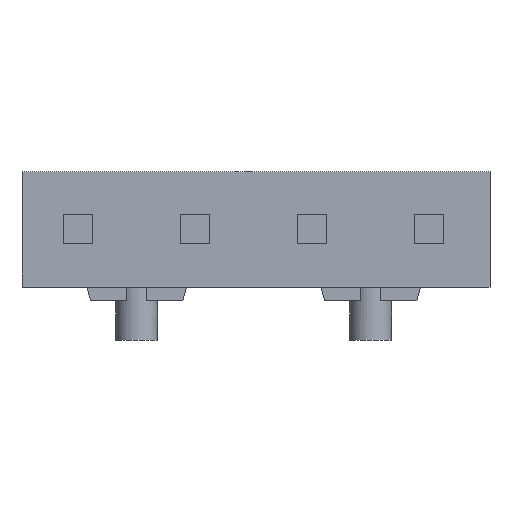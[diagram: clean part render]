
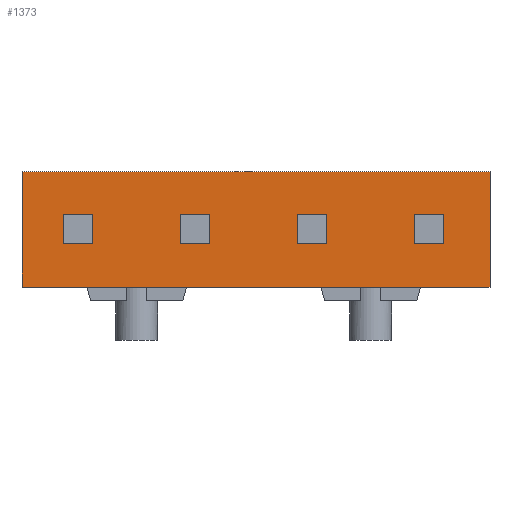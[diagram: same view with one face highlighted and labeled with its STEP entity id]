
A CAD part, top view. The second image highlights one B-rep face of the part: STEP entity #1373.
In plain terms, the highlighted planar face has unit normal (0, 0, 1).
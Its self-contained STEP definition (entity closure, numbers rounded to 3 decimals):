
#134=DIRECTION('',(0.,1.,0.));
#135=VECTOR('',#134,2.5);
#136=CARTESIAN_POINT('',(-5.08,-1.25,0.));
#137=LINE('',#136,#135);
#138=DIRECTION('',(1.,0.,0.));
#139=VECTOR('',#138,10.16);
#140=CARTESIAN_POINT('',(-5.08,1.25,0.));
#141=LINE('',#140,#139);
#142=DIRECTION('',(0.,-1.,0.));
#143=VECTOR('',#142,2.5);
#144=CARTESIAN_POINT('',(5.08,1.25,0.));
#145=LINE('',#144,#143);
#146=DIRECTION('',(-1.,0.,0.));
#147=VECTOR('',#146,10.16);
#148=CARTESIAN_POINT('',(5.08,-1.25,0.));
#149=LINE('',#148,#147);
#150=DIRECTION('',(1.,0.,0.));
#151=VECTOR('',#150,0.63);
#152=CARTESIAN_POINT('',(-4.175,-0.315,0.));
#153=LINE('',#152,#151);
#154=DIRECTION('',(0.,1.,0.));
#155=VECTOR('',#154,0.63);
#156=CARTESIAN_POINT('',(-3.545,-0.315,0.));
#157=LINE('',#156,#155);
#158=DIRECTION('',(1.,0.,0.));
#159=VECTOR('',#158,0.63);
#160=CARTESIAN_POINT('',(-4.175,0.315,0.));
#161=LINE('',#160,#159);
#162=DIRECTION('',(0.,1.,0.));
#163=VECTOR('',#162,0.63);
#164=CARTESIAN_POINT('',(-4.175,-0.315,0.));
#165=LINE('',#164,#163);
#166=DIRECTION('',(1.,0.,0.));
#167=VECTOR('',#166,0.63);
#168=CARTESIAN_POINT('',(-1.635,-0.315,0.));
#169=LINE('',#168,#167);
#170=DIRECTION('',(0.,1.,0.));
#171=VECTOR('',#170,0.63);
#172=CARTESIAN_POINT('',(-1.005,-0.315,0.));
#173=LINE('',#172,#171);
#174=DIRECTION('',(1.,0.,0.));
#175=VECTOR('',#174,0.63);
#176=CARTESIAN_POINT('',(-1.635,0.315,0.));
#177=LINE('',#176,#175);
#178=DIRECTION('',(0.,1.,0.));
#179=VECTOR('',#178,0.63);
#180=CARTESIAN_POINT('',(-1.635,-0.315,0.));
#181=LINE('',#180,#179);
#182=DIRECTION('',(1.,0.,0.));
#183=VECTOR('',#182,0.63);
#184=CARTESIAN_POINT('',(0.905,-0.315,0.));
#185=LINE('',#184,#183);
#186=DIRECTION('',(0.,1.,0.));
#187=VECTOR('',#186,0.63);
#188=CARTESIAN_POINT('',(1.535,-0.315,0.));
#189=LINE('',#188,#187);
#190=DIRECTION('',(1.,0.,0.));
#191=VECTOR('',#190,0.63);
#192=CARTESIAN_POINT('',(0.905,0.315,0.));
#193=LINE('',#192,#191);
#194=DIRECTION('',(0.,1.,0.));
#195=VECTOR('',#194,0.63);
#196=CARTESIAN_POINT('',(0.905,-0.315,0.));
#197=LINE('',#196,#195);
#198=DIRECTION('',(1.,0.,0.));
#199=VECTOR('',#198,0.63);
#200=CARTESIAN_POINT('',(3.445,-0.315,0.));
#201=LINE('',#200,#199);
#202=DIRECTION('',(0.,1.,0.));
#203=VECTOR('',#202,0.63);
#204=CARTESIAN_POINT('',(4.075,-0.315,0.));
#205=LINE('',#204,#203);
#206=DIRECTION('',(1.,0.,0.));
#207=VECTOR('',#206,0.63);
#208=CARTESIAN_POINT('',(3.445,0.315,0.));
#209=LINE('',#208,#207);
#210=DIRECTION('',(0.,1.,0.));
#211=VECTOR('',#210,0.63);
#212=CARTESIAN_POINT('',(3.445,-0.315,0.));
#213=LINE('',#212,#211);
#1030=CARTESIAN_POINT('',(-5.08,-1.25,0.));
#1031=CARTESIAN_POINT('',(-5.08,1.25,0.));
#1032=VERTEX_POINT('',#1030);
#1033=VERTEX_POINT('',#1031);
#1034=CARTESIAN_POINT('',(5.08,-1.25,0.));
#1035=VERTEX_POINT('',#1034);
#1036=CARTESIAN_POINT('',(5.08,1.25,0.));
#1037=VERTEX_POINT('',#1036);
#1206=CARTESIAN_POINT('',(-4.175,-0.315,0.));
#1207=CARTESIAN_POINT('',(-3.545,-0.315,0.));
#1208=VERTEX_POINT('',#1206);
#1209=VERTEX_POINT('',#1207);
#1210=CARTESIAN_POINT('',(-4.175,0.315,0.));
#1211=CARTESIAN_POINT('',(-3.545,0.315,0.));
#1212=VERTEX_POINT('',#1210);
#1213=VERTEX_POINT('',#1211);
#1238=CARTESIAN_POINT('',(-1.635,-0.315,0.));
#1239=CARTESIAN_POINT('',(-1.005,-0.315,0.));
#1240=VERTEX_POINT('',#1238);
#1241=VERTEX_POINT('',#1239);
#1242=CARTESIAN_POINT('',(-1.635,0.315,0.));
#1243=CARTESIAN_POINT('',(-1.005,0.315,0.));
#1244=VERTEX_POINT('',#1242);
#1245=VERTEX_POINT('',#1243);
#1270=CARTESIAN_POINT('',(0.905,-0.315,0.));
#1271=CARTESIAN_POINT('',(1.535,-0.315,0.));
#1272=VERTEX_POINT('',#1270);
#1273=VERTEX_POINT('',#1271);
#1274=CARTESIAN_POINT('',(0.905,0.315,0.));
#1275=CARTESIAN_POINT('',(1.535,0.315,0.));
#1276=VERTEX_POINT('',#1274);
#1277=VERTEX_POINT('',#1275);
#1302=CARTESIAN_POINT('',(3.445,-0.315,0.));
#1303=CARTESIAN_POINT('',(4.075,-0.315,0.));
#1304=VERTEX_POINT('',#1302);
#1305=VERTEX_POINT('',#1303);
#1306=CARTESIAN_POINT('',(3.445,0.315,0.));
#1307=CARTESIAN_POINT('',(4.075,0.315,0.));
#1308=VERTEX_POINT('',#1306);
#1309=VERTEX_POINT('',#1307);
#1318=CARTESIAN_POINT('',(0.,0.,0.));
#1319=DIRECTION('',(0.,0.,1.));
#1320=DIRECTION('',(1.,0.,0.));
#1321=AXIS2_PLACEMENT_3D('',#1318,#1319,#1320);
#1322=PLANE('',#1321);
#1324=ORIENTED_EDGE('',*,*,#1323,.T.);
#1326=ORIENTED_EDGE('',*,*,#1325,.T.);
#1328=ORIENTED_EDGE('',*,*,#1327,.T.);
#1330=ORIENTED_EDGE('',*,*,#1329,.T.);
#1331=EDGE_LOOP('',(#1324,#1326,#1328,#1330));
#1332=FACE_OUTER_BOUND('',#1331,.F.);
#1334=ORIENTED_EDGE('',*,*,#1333,.T.);
#1336=ORIENTED_EDGE('',*,*,#1335,.T.);
#1338=ORIENTED_EDGE('',*,*,#1337,.F.);
#1340=ORIENTED_EDGE('',*,*,#1339,.F.);
#1341=EDGE_LOOP('',(#1334,#1336,#1338,#1340));
#1342=FACE_BOUND('',#1341,.F.);
#1344=ORIENTED_EDGE('',*,*,#1343,.T.);
#1346=ORIENTED_EDGE('',*,*,#1345,.T.);
#1348=ORIENTED_EDGE('',*,*,#1347,.F.);
#1350=ORIENTED_EDGE('',*,*,#1349,.F.);
#1351=EDGE_LOOP('',(#1344,#1346,#1348,#1350));
#1352=FACE_BOUND('',#1351,.F.);
#1354=ORIENTED_EDGE('',*,*,#1353,.T.);
#1356=ORIENTED_EDGE('',*,*,#1355,.T.);
#1358=ORIENTED_EDGE('',*,*,#1357,.F.);
#1360=ORIENTED_EDGE('',*,*,#1359,.F.);
#1361=EDGE_LOOP('',(#1354,#1356,#1358,#1360));
#1362=FACE_BOUND('',#1361,.F.);
#1364=ORIENTED_EDGE('',*,*,#1363,.T.);
#1366=ORIENTED_EDGE('',*,*,#1365,.T.);
#1368=ORIENTED_EDGE('',*,*,#1367,.F.);
#1370=ORIENTED_EDGE('',*,*,#1369,.F.);
#1371=EDGE_LOOP('',(#1364,#1366,#1368,#1370));
#1372=FACE_BOUND('',#1371,.F.);
#1323=EDGE_CURVE('',#1032,#1033,#137,.T.);
#1325=EDGE_CURVE('',#1033,#1037,#141,.T.);
#1327=EDGE_CURVE('',#1037,#1035,#145,.T.);
#1329=EDGE_CURVE('',#1035,#1032,#149,.T.);
#1333=EDGE_CURVE('',#1208,#1209,#153,.T.);
#1335=EDGE_CURVE('',#1209,#1213,#157,.T.);
#1337=EDGE_CURVE('',#1212,#1213,#161,.T.);
#1339=EDGE_CURVE('',#1208,#1212,#165,.T.);
#1343=EDGE_CURVE('',#1240,#1241,#169,.T.);
#1345=EDGE_CURVE('',#1241,#1245,#173,.T.);
#1347=EDGE_CURVE('',#1244,#1245,#177,.T.);
#1349=EDGE_CURVE('',#1240,#1244,#181,.T.);
#1353=EDGE_CURVE('',#1272,#1273,#185,.T.);
#1355=EDGE_CURVE('',#1273,#1277,#189,.T.);
#1357=EDGE_CURVE('',#1276,#1277,#193,.T.);
#1359=EDGE_CURVE('',#1272,#1276,#197,.T.);
#1363=EDGE_CURVE('',#1304,#1305,#201,.T.);
#1365=EDGE_CURVE('',#1305,#1309,#205,.T.);
#1367=EDGE_CURVE('',#1308,#1309,#209,.T.);
#1369=EDGE_CURVE('',#1304,#1308,#213,.T.);
#1373=ADVANCED_FACE('',(#1332,#1342,#1352,#1362,#1372),#1322,.T.);
